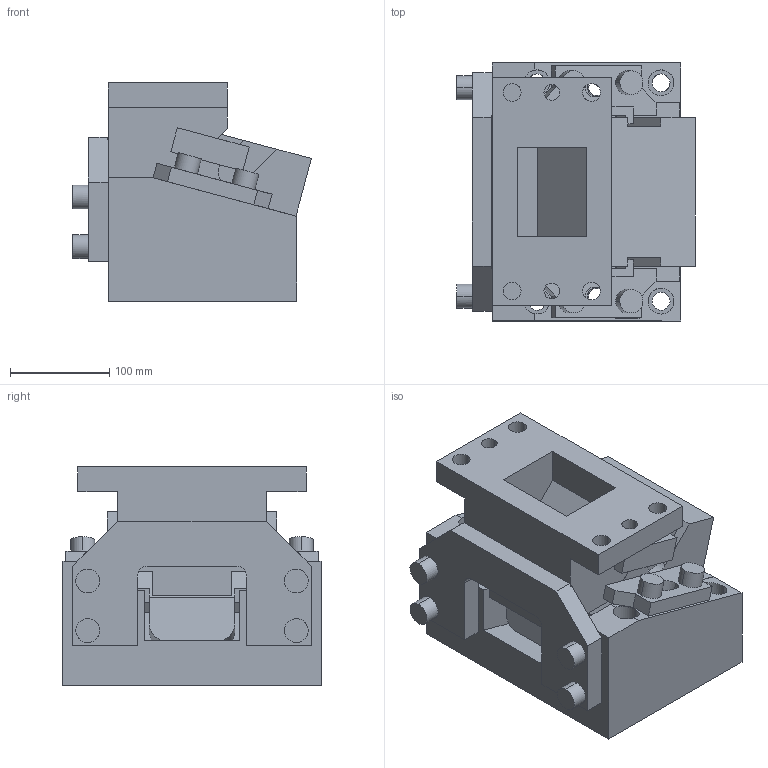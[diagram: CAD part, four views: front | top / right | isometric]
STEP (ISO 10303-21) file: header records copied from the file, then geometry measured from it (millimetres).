
FILE_DESCRIPTION(('CATIA V5 STEP Exchange'),'2;1');
FILE_NAME('CDCA_150_15_45.stp','2018-09-13T14:38:34+00:00',('none'),('none'),'CATIA Version 5 Release 20 GA (IN-10)','CATIA V5 STEP AP203','none');
FILE_SCHEMA(('CONFIG_CONTROL_DESIGN'));
Length unit declared in the file: millimetre
Products named in the file (1): CDCA_150_15_45
Bounding box: 240.58 x 260 x 220 mm (x, y, z)
Volume: 7392634.9 mm3; surface area: 599673.3 mm2
Topology: 3 solids, 3 shells, 234 faces, 608 edges, 400 vertices
Faces by surface type: plane 152, cylinder 82
Entity records: 7979 total; most frequent: CARTESIAN_POINT 2786, ORIENTED_EDGE 1216, DIRECTION 757, EDGE_CURVE 608, VERTEX_POINT 400, AXIS2_PLACEMENT_3D 325, B_SPLINE_CURVE_WITH_KNOTS 283, EDGE_LOOP 280
